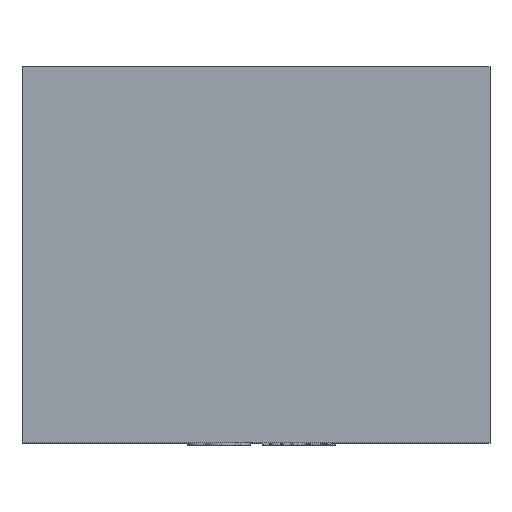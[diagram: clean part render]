
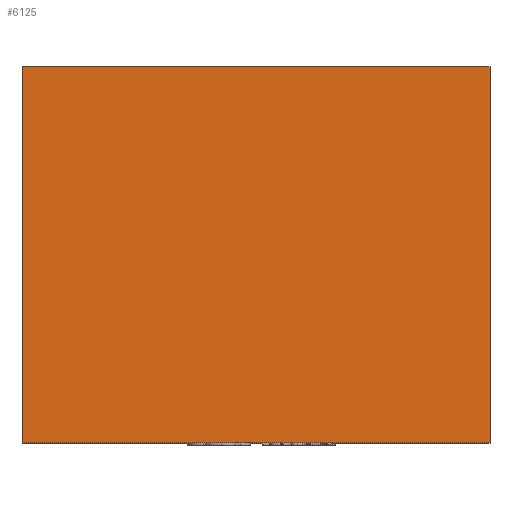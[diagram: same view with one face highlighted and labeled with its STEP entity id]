
A CAD part, top view. The second image highlights one B-rep face of the part: STEP entity #6125.
In plain terms, the highlighted planar face has unit normal (0, 0, 1).
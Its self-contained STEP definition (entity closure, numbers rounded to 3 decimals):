
#354 = LINE ( 'NONE', #3724, #11486 ) ;
#589 = AXIS2_PLACEMENT_3D ( 'NONE', #14995, #6697, #3320 ) ;
#735 = ORIENTED_EDGE ( 'NONE', *, *, #5295, .T. ) ;
#858 = CARTESIAN_POINT ( 'NONE',  ( -1.02, 0.82, 0.75 ) ) ;
#921 = CARTESIAN_POINT ( 'NONE',  ( -1.02, -0.82, 0.75 ) ) ;
#2116 = VERTEX_POINT ( 'NONE', #858 ) ;
#2196 = ORIENTED_EDGE ( 'NONE', *, *, #3408, .T. ) ;
#3277 = VECTOR ( 'NONE', #7985, 1000. ) ;
#3320 = DIRECTION ( 'NONE',  ( -1., 0., 0. ) ) ;
#3378 = LINE ( 'NONE', #6906, #12672 ) ;
#3408 = EDGE_CURVE ( 'NONE', #8217, #5104, #5660, .T. ) ;
#3724 = CARTESIAN_POINT ( 'NONE',  ( 1.02, -0.82, 0.75 ) ) ;
#4452 = EDGE_CURVE ( 'NONE', #7545, #2116, #3378, .T. ) ;
#5104 = VERTEX_POINT ( 'NONE', #12282 ) ;
#5295 = EDGE_CURVE ( 'NONE', #2116, #8217, #11506, .T. ) ;
#5614 = DIRECTION ( 'NONE',  ( 0., -1., 0. ) ) ;
#5660 = LINE ( 'NONE', #9947, #3277 ) ;
#6125 = ADVANCED_FACE ( 'NONE', ( #14912 ), #12450, .F. ) ;
#6697 = DIRECTION ( 'NONE',  ( 0., 0., -1. ) ) ;
#6730 = EDGE_LOOP ( 'NONE', ( #10783, #12044, #735, #2196 ) ) ;
#6906 = CARTESIAN_POINT ( 'NONE',  ( -1.02, 0.82, 0.75 ) ) ;
#7545 = VERTEX_POINT ( 'NONE', #11028 ) ;
#7985 = DIRECTION ( 'NONE',  ( 1., 0., 0. ) ) ;
#8217 = VERTEX_POINT ( 'NONE', #8829 ) ;
#8378 = VECTOR ( 'NONE', #5614, 1000. ) ;
#8829 = CARTESIAN_POINT ( 'NONE',  ( -1.02, -0.82, 0.75 ) ) ;
#9947 = CARTESIAN_POINT ( 'NONE',  ( -1.02, -0.82, 0.75 ) ) ;
#10708 = DIRECTION ( 'NONE',  ( -1., 0., 0. ) ) ;
#10783 = ORIENTED_EDGE ( 'NONE', *, *, #11189, .T. ) ;
#11028 = CARTESIAN_POINT ( 'NONE',  ( 1.02, 0.82, 0.75 ) ) ;
#11189 = EDGE_CURVE ( 'NONE', #5104, #7545, #354, .T. ) ;
#11486 = VECTOR ( 'NONE', #13157, 1000. ) ;
#11506 = LINE ( 'NONE', #921, #8378 ) ;
#12044 = ORIENTED_EDGE ( 'NONE', *, *, #4452, .T. ) ;
#12282 = CARTESIAN_POINT ( 'NONE',  ( 1.02, -0.82, 0.75 ) ) ;
#12450 = PLANE ( 'NONE',  #589 ) ;
#12672 = VECTOR ( 'NONE', #10708, 1000. ) ;
#13157 = DIRECTION ( 'NONE',  ( 0., 1., 0. ) ) ;
#14912 = FACE_OUTER_BOUND ( 'NONE', #6730, .T. ) ;
#14995 = CARTESIAN_POINT ( 'NONE',  ( 0., 0., 0.75 ) ) ;
